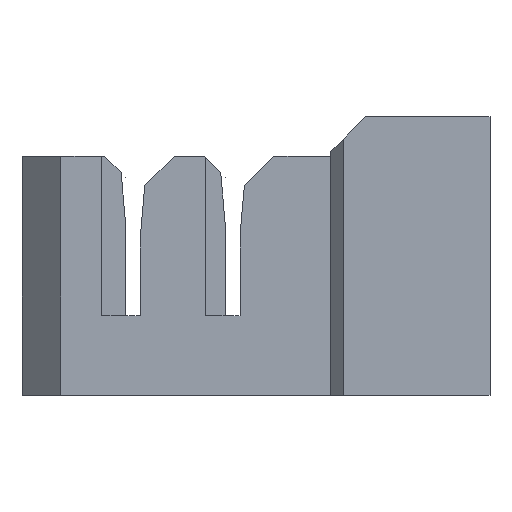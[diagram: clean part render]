
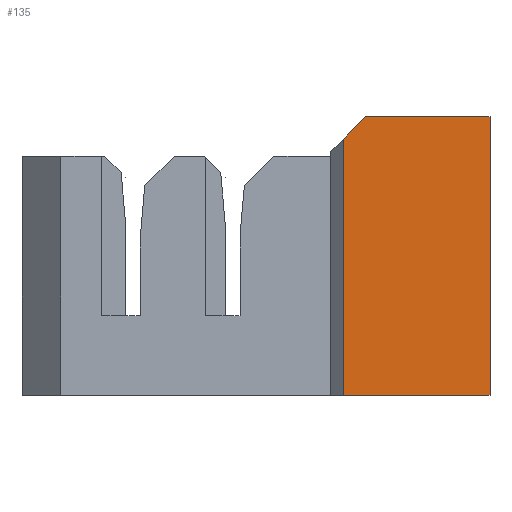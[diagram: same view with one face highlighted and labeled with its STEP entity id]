
A CAD part, front view. The second image highlights one B-rep face of the part: STEP entity #135.
In plain terms, the highlighted planar face has unit normal (0, -1, 0).
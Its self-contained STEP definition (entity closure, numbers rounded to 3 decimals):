
#21 = EDGE_CURVE('',#22,#24,#26,.T.);
#22 = VERTEX_POINT('',#23);
#23 = CARTESIAN_POINT('',(6.271,-24.,14.));
#24 = VERTEX_POINT('',#25);
#25 = CARTESIAN_POINT('',(12.5,-24.,14.));
#26 = SURFACE_CURVE('',#27,(#31,#43),.PCURVE_S1.);
#27 = LINE('',#28,#29);
#28 = CARTESIAN_POINT('',(4.5,-24.,14.));
#29 = VECTOR('',#30,1.);
#30 = DIRECTION('',(1.,0.,0.));
#31 = PCURVE('',#32,#37);
#32 = PLANE('',#33);
#33 = AXIS2_PLACEMENT_3D('',#34,#35,#36);
#34 = CARTESIAN_POINT('',(4.5,-24.,14.));
#35 = DIRECTION('',(0.,0.,-1.));
#36 = DIRECTION('',(1.,0.,0.));
#37 = DEFINITIONAL_REPRESENTATION('',(#38),#42);
#38 = LINE('',#39,#40);
#39 = CARTESIAN_POINT('',(0.,0.));
#40 = VECTOR('',#41,1.);
#41 = DIRECTION('',(1.,0.));
#42 = ( GEOMETRIC_REPRESENTATION_CONTEXT(2) 
PARAMETRIC_REPRESENTATION_CONTEXT() REPRESENTATION_CONTEXT('2D SPACE',''
  ) );
#43 = PCURVE('',#44,#49);
#44 = PLANE('',#45);
#45 = AXIS2_PLACEMENT_3D('',#46,#47,#48);
#46 = CARTESIAN_POINT('',(4.5,-24.,14.));
#47 = DIRECTION('',(0.,1.,0.));
#48 = DIRECTION('',(1.,0.,0.));
#49 = DEFINITIONAL_REPRESENTATION('',(#50),#54);
#50 = LINE('',#51,#52);
#51 = CARTESIAN_POINT('',(0.,0.));
#52 = VECTOR('',#53,1.);
#53 = DIRECTION('',(1.,0.));
#54 = ( GEOMETRIC_REPRESENTATION_CONTEXT(2) 
PARAMETRIC_REPRESENTATION_CONTEXT() REPRESENTATION_CONTEXT('2D SPACE',''
  ) );
#71 = PLANE('',#72);
#72 = AXIS2_PLACEMENT_3D('',#73,#74,#75);
#73 = CARTESIAN_POINT('',(7.936,-30.,15.664));
#74 = DIRECTION('',(0.707,0.,-0.707));
#75 = DIRECTION('',(-0.707,0.,-0.707));
#124 = PLANE('',#125);
#125 = AXIS2_PLACEMENT_3D('',#126,#127,#128);
#126 = CARTESIAN_POINT('',(12.5,-24.,14.));
#127 = DIRECTION('',(1.,0.,0.));
#128 = DIRECTION('',(0.,0.,-1.));
#135 = ADVANCED_FACE('',(#136),#44,.F.);
#136 = FACE_BOUND('',#137,.F.);
#137 = EDGE_LOOP('',(#138,#168,#194,#213,#214));
#138 = ORIENTED_EDGE('',*,*,#139,.F.);
#139 = EDGE_CURVE('',#140,#142,#144,.T.);
#140 = VERTEX_POINT('',#141);
#141 = CARTESIAN_POINT('',(5.142,-24.,0.));
#142 = VERTEX_POINT('',#143);
#143 = CARTESIAN_POINT('',(12.5,-24.,0.));
#144 = SURFACE_CURVE('',#145,(#149,#156),.PCURVE_S1.);
#145 = LINE('',#146,#147);
#146 = CARTESIAN_POINT('',(4.5,-24.,0.));
#147 = VECTOR('',#148,1.);
#148 = DIRECTION('',(1.,0.,0.));
#149 = PCURVE('',#44,#150);
#150 = DEFINITIONAL_REPRESENTATION('',(#151),#155);
#151 = LINE('',#152,#153);
#152 = CARTESIAN_POINT('',(0.,14.));
#153 = VECTOR('',#154,1.);
#154 = DIRECTION('',(1.,0.));
#155 = ( GEOMETRIC_REPRESENTATION_CONTEXT(2) 
PARAMETRIC_REPRESENTATION_CONTEXT() REPRESENTATION_CONTEXT('2D SPACE',''
  ) );
#156 = PCURVE('',#157,#162);
#157 = PLANE('',#158);
#158 = AXIS2_PLACEMENT_3D('',#159,#160,#161);
#159 = CARTESIAN_POINT('',(4.5,-24.,0.));
#160 = DIRECTION('',(0.,0.,-1.));
#161 = DIRECTION('',(1.,0.,0.));
#162 = DEFINITIONAL_REPRESENTATION('',(#163),#167);
#163 = LINE('',#164,#165);
#164 = CARTESIAN_POINT('',(0.,0.));
#165 = VECTOR('',#166,1.);
#166 = DIRECTION('',(1.,0.));
#167 = ( GEOMETRIC_REPRESENTATION_CONTEXT(2) 
PARAMETRIC_REPRESENTATION_CONTEXT() REPRESENTATION_CONTEXT('2D SPACE',''
  ) );
#168 = ORIENTED_EDGE('',*,*,#169,.F.);
#169 = EDGE_CURVE('',#170,#140,#172,.T.);
#170 = VERTEX_POINT('',#171);
#171 = CARTESIAN_POINT('',(5.142,-24.,12.871));
#172 = SURFACE_CURVE('',#173,(#177,#183),.PCURVE_S1.);
#173 = LINE('',#174,#175);
#174 = CARTESIAN_POINT('',(5.142,-24.,14.5));
#175 = VECTOR('',#176,1.);
#176 = DIRECTION('',(0.,0.,-1.));
#177 = PCURVE('',#44,#178);
#178 = DEFINITIONAL_REPRESENTATION('',(#179),#182);
#179 = B_SPLINE_CURVE_WITH_KNOTS('',1,(#180,#181),.UNSPECIFIED.,.F.,.F.,
  (2,2),(-0.9,15.9),.PIECEWISE_BEZIER_KNOTS.);
#180 = CARTESIAN_POINT('',(0.642,-1.4));
#181 = CARTESIAN_POINT('',(0.642,15.4));
#182 = ( GEOMETRIC_REPRESENTATION_CONTEXT(2) 
PARAMETRIC_REPRESENTATION_CONTEXT() REPRESENTATION_CONTEXT('2D SPACE',''
  ) );
#183 = PCURVE('',#184,#189);
#184 = PLANE('',#185);
#185 = AXIS2_PLACEMENT_3D('',#186,#187,#188);
#186 = CARTESIAN_POINT('',(4.071,-22.929,15.));
#187 = DIRECTION('',(0.707,0.707,0.)
  );
#188 = DIRECTION('',(0.707,-0.707,0.
    ));
#189 = DEFINITIONAL_REPRESENTATION('',(#190),#193);
#190 = B_SPLINE_CURVE_WITH_KNOTS('',1,(#191,#192),.UNSPECIFIED.,.F.,.F.,
  (2,2),(-0.9,15.9),.PIECEWISE_BEZIER_KNOTS.);
#191 = CARTESIAN_POINT('',(1.515,-0.4));
#192 = CARTESIAN_POINT('',(1.515,16.4));
#193 = ( GEOMETRIC_REPRESENTATION_CONTEXT(2) 
PARAMETRIC_REPRESENTATION_CONTEXT() REPRESENTATION_CONTEXT('2D SPACE',''
  ) );
#194 = ORIENTED_EDGE('',*,*,#195,.F.);
#195 = EDGE_CURVE('',#22,#170,#196,.T.);
#196 = SURFACE_CURVE('',#197,(#201,#207),.PCURVE_S1.);
#197 = LINE('',#198,#199);
#198 = CARTESIAN_POINT('',(6.661,-24.,14.389));
#199 = VECTOR('',#200,1.);
#200 = DIRECTION('',(-0.707,0.,-0.707));
#201 = PCURVE('',#44,#202);
#202 = DEFINITIONAL_REPRESENTATION('',(#203),#206);
#203 = B_SPLINE_CURVE_WITH_KNOTS('',1,(#204,#205),.UNSPECIFIED.,.F.,.F.,
  (2,2),(-1.429,3.697),.PIECEWISE_BEZIER_KNOTS.);
#204 = CARTESIAN_POINT('',(3.171,-1.4));
#205 = CARTESIAN_POINT('',(-0.454,2.225));
#206 = ( GEOMETRIC_REPRESENTATION_CONTEXT(2) 
PARAMETRIC_REPRESENTATION_CONTEXT() REPRESENTATION_CONTEXT('2D SPACE',''
  ) );
#207 = PCURVE('',#71,#208);
#208 = DEFINITIONAL_REPRESENTATION('',(#209),#212);
#209 = B_SPLINE_CURVE_WITH_KNOTS('',1,(#210,#211),.UNSPECIFIED.,.F.,.F.,
  (2,2),(-1.429,3.697),.PIECEWISE_BEZIER_KNOTS.);
#210 = CARTESIAN_POINT('',(0.374,6.));
#211 = CARTESIAN_POINT('',(5.5,6.));
#212 = ( GEOMETRIC_REPRESENTATION_CONTEXT(2) 
PARAMETRIC_REPRESENTATION_CONTEXT() REPRESENTATION_CONTEXT('2D SPACE',''
  ) );
#213 = ORIENTED_EDGE('',*,*,#21,.T.);
#214 = ORIENTED_EDGE('',*,*,#215,.T.);
#215 = EDGE_CURVE('',#24,#142,#216,.T.);
#216 = SURFACE_CURVE('',#217,(#221,#228),.PCURVE_S1.);
#217 = LINE('',#218,#219);
#218 = CARTESIAN_POINT('',(12.5,-24.,14.));
#219 = VECTOR('',#220,1.);
#220 = DIRECTION('',(0.,0.,-1.));
#221 = PCURVE('',#44,#222);
#222 = DEFINITIONAL_REPRESENTATION('',(#223),#227);
#223 = LINE('',#224,#225);
#224 = CARTESIAN_POINT('',(8.,0.));
#225 = VECTOR('',#226,1.);
#226 = DIRECTION('',(0.,1.));
#227 = ( GEOMETRIC_REPRESENTATION_CONTEXT(2) 
PARAMETRIC_REPRESENTATION_CONTEXT() REPRESENTATION_CONTEXT('2D SPACE',''
  ) );
#228 = PCURVE('',#124,#229);
#229 = DEFINITIONAL_REPRESENTATION('',(#230),#234);
#230 = LINE('',#231,#232);
#231 = CARTESIAN_POINT('',(0.,0.));
#232 = VECTOR('',#233,1.);
#233 = DIRECTION('',(1.,0.));
#234 = ( GEOMETRIC_REPRESENTATION_CONTEXT(2) 
PARAMETRIC_REPRESENTATION_CONTEXT() REPRESENTATION_CONTEXT('2D SPACE',''
  ) );
